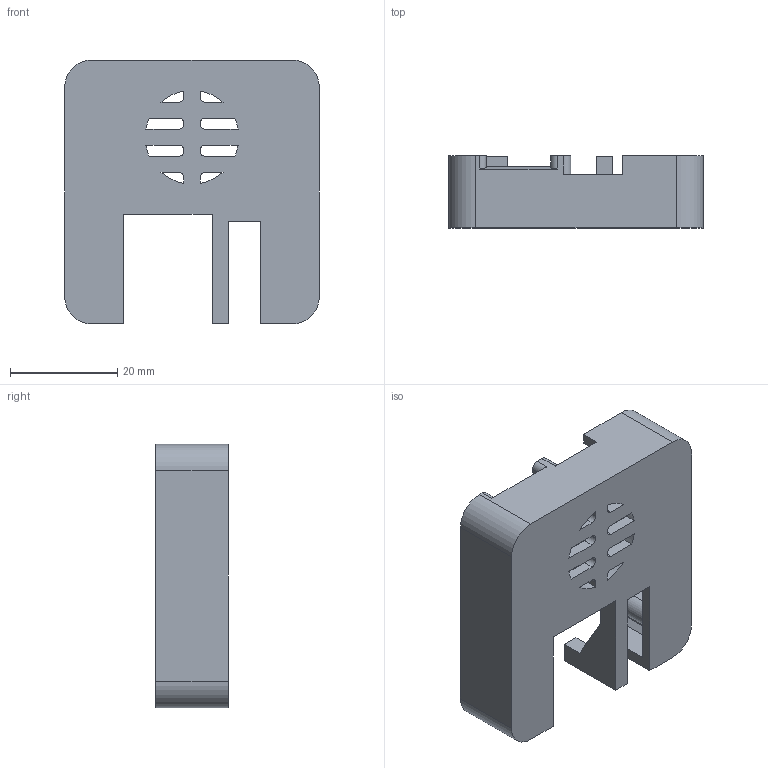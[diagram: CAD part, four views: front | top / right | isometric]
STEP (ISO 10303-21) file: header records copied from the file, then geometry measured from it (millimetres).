
FILE_DESCRIPTION (( 'STEP AP214' ), '1' );
FILE_NAME ('Rock-Pi-S-Lid-V13.STEP', '2021-09-25T22:41:15', ( '' ), ( '' ), '', '', '' );
FILE_SCHEMA (( 'AUTOMOTIVE_DESIGN' ));
Length unit declared in the file: millimetre
Products named in the file (1): Rock-Pi-S-Lid-V13
Bounding box: 47.5 x 13.5 x 49.25 mm (x, y, z)
Volume: 8246 mm3; surface area: 8399.8 mm2
Topology: 1 solids, 1 shells, 120 faces, 335 edges, 221 vertices
Faces by surface type: plane 69, cylinder 47, torus 4
Entity records: 3925 total; most frequent: CARTESIAN_POINT 689, ORIENTED_EDGE 670, DIRECTION 669, EDGE_CURVE 335, VECTOR 235, LINE 235, VERTEX_POINT 221, AXIS2_PLACEMENT_3D 217
